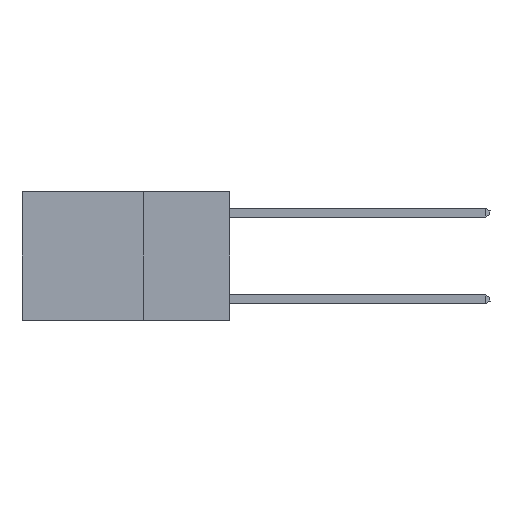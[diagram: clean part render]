
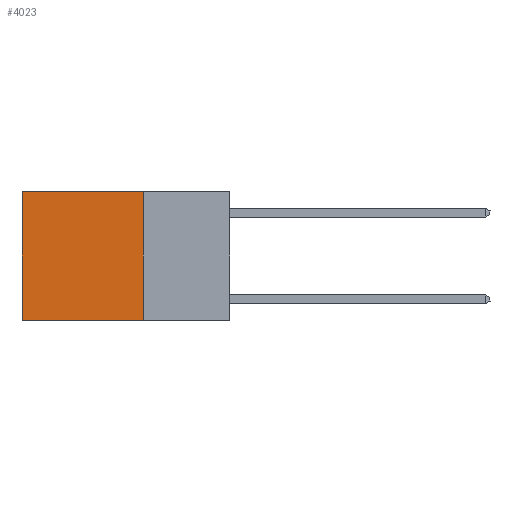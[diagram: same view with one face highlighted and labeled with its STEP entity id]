
A CAD part, left-side view. The second image highlights one B-rep face of the part: STEP entity #4023.
In plain terms, the highlighted planar face has unit normal (-1, 0, 0).
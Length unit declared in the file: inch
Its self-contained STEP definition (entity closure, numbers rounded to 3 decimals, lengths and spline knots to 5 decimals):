
#371 = LINE ( 'NONE', #14634, #12367 ) ;
#1062 = CARTESIAN_POINT ( 'NONE',  ( 0.2625, 0.25, 0. ) ) ;
#1523 = ORIENTED_EDGE ( 'NONE', *, *, #11750, .T. ) ;
#2570 = VERTEX_POINT ( 'NONE', #6732 ) ;
#3160 = CARTESIAN_POINT ( 'NONE',  ( 0.2625, 0.6, 0. ) ) ;
#3928 = CARTESIAN_POINT ( 'NONE',  ( 0.2625, 0.25, 0. ) ) ;
#4023 = ADVANCED_FACE ( 'NONE', ( #6554 ), #13737, .F. ) ;
#4288 = LINE ( 'NONE', #17045, #7845 ) ;
#5277 = DIRECTION ( 'NONE',  ( 0., 0., -1. ) ) ;
#5464 = EDGE_CURVE ( 'NONE', #11808, #6821, #13762, .T. ) ;
#5928 = VECTOR ( 'NONE', #5277, 39.37008 ) ;
#6022 = EDGE_CURVE ( 'NONE', #17612, #6821, #371, .T. ) ;
#6554 = FACE_OUTER_BOUND ( 'NONE', #10969, .T. ) ;
#6732 = CARTESIAN_POINT ( 'NONE',  ( 0.2625, 0.25, 0. ) ) ;
#6821 = VERTEX_POINT ( 'NONE', #18066 ) ;
#7146 = ORIENTED_EDGE ( 'NONE', *, *, #6022, .F. ) ;
#7845 = VECTOR ( 'NONE', #9944, 39.37008 ) ;
#8709 = ORIENTED_EDGE ( 'NONE', *, *, #5464, .T. ) ;
#9812 = CARTESIAN_POINT ( 'NONE',  ( 0.2625, 0.6, 0. ) ) ;
#9944 = DIRECTION ( 'NONE',  ( 0., 1., 0. ) ) ;
#10664 = CARTESIAN_POINT ( 'NONE',  ( 0.2625, 0.25, -0.37 ) ) ;
#10969 = EDGE_LOOP ( 'NONE', ( #8709, #7146, #16441, #1523 ) ) ;
#11750 = EDGE_CURVE ( 'NONE', #2570, #11808, #4288, .T. ) ;
#11808 = VERTEX_POINT ( 'NONE', #3160 ) ;
#11859 = DIRECTION ( 'NONE',  ( 0., 1., 0. ) ) ;
#12172 = DIRECTION ( 'NONE',  ( 0., 0., -1. ) ) ;
#12367 = VECTOR ( 'NONE', #11859, 39.37008 ) ;
#12597 = VECTOR ( 'NONE', #12603, 39.37008 ) ;
#12603 = DIRECTION ( 'NONE',  ( 0., 0., -1. ) ) ;
#13737 = PLANE ( 'NONE',  #14105 ) ;
#13762 = LINE ( 'NONE', #9812, #5928 ) ;
#14105 = AXIS2_PLACEMENT_3D ( 'NONE', #1062, #16524, #12172 ) ;
#14634 = CARTESIAN_POINT ( 'NONE',  ( 0.2625, 0.25, -0.37 ) ) ;
#16441 = ORIENTED_EDGE ( 'NONE', *, *, #16849, .F. ) ;
#16524 = DIRECTION ( 'NONE',  ( 1., 0., 0. ) ) ;
#16849 = EDGE_CURVE ( 'NONE', #2570, #17612, #18068, .T. ) ;
#17045 = CARTESIAN_POINT ( 'NONE',  ( 0.2625, 0.25, 0. ) ) ;
#17612 = VERTEX_POINT ( 'NONE', #10664 ) ;
#18066 = CARTESIAN_POINT ( 'NONE',  ( 0.2625, 0.6, -0.37 ) ) ;
#18068 = LINE ( 'NONE', #3928, #12597 ) ;
